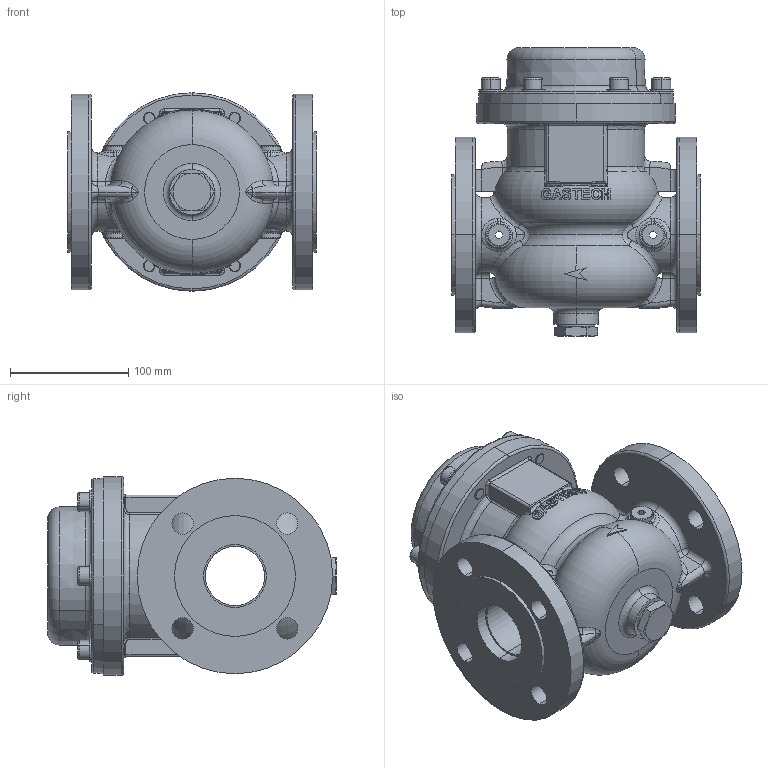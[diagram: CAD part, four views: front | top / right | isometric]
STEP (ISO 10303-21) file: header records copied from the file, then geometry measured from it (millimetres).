
FILE_DESCRIPTION (( 'STEP AP203' ), '1' );
FILE_NAME ('GS50.STEP', '2023-09-21T10:20:24', ( '' ), ( '' ), 'SwSTEP 2.0', 'SolidWorks 2018', '' );
FILE_SCHEMA (( 'CONFIG_CONTROL_DESIGN' ));
Products named in the file (1): GS50
Bounding box: 210 x 243.5 x 167.5 mm (x, y, z)
Surface area: 281112.3 mm2 (no closed solid volume)
Topology: 0 solids, 24 shells, 635 faces, 1777 edges, 1149 vertices
Faces by surface type: bspline 253, cylinder 130, plane 119, torus 93, cone 34, sphere 6
Entity records: 51686 total; most frequent: CARTESIAN_POINT 37480, ORIENTED_EDGE 3180, DIRECTION 2282, EDGE_CURVE 1773, VERTEX_POINT 1149, AXIS2_PLACEMENT_3D 957, B_SPLINE_CURVE_WITH_KNOTS 831, EDGE_LOOP 723
